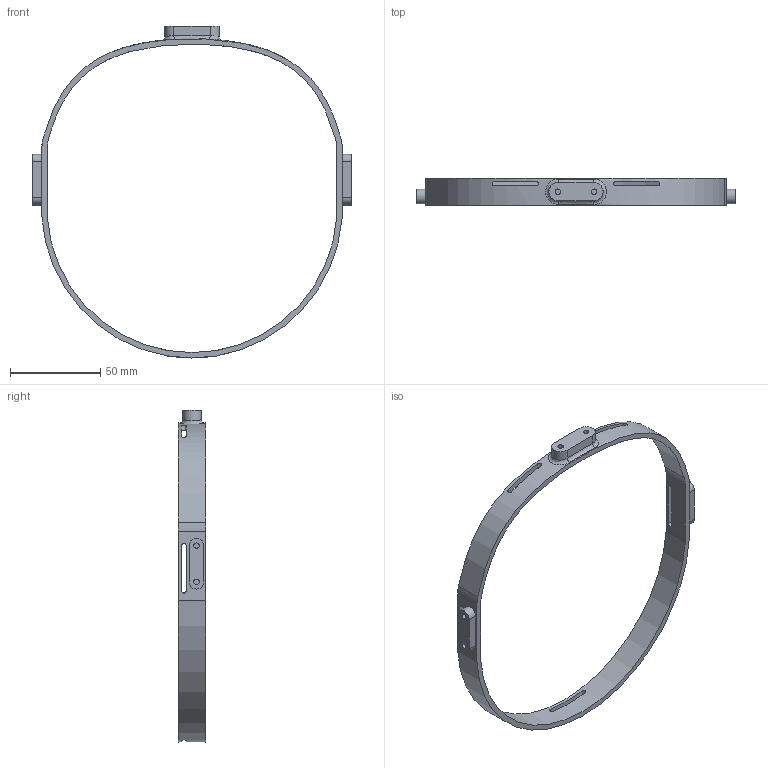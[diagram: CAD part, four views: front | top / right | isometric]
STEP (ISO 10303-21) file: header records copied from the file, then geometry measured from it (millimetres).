
FILE_DESCRIPTION(/* description */ (''),/* implementation_level */ '2;1');
FILE_NAME(/* name */ 'Aro de la cabeza v2.step',/* time_stamp */ '2024-01-25T22:36:19-06:00',/* author */ (''),/* organization */ (''),/* preprocessor_version */ 'ST-DEVELOPER v20',/* originating_system */ 'Autodesk Translation Framework v12.14.0.127',/* authorisation */ '');
FILE_SCHEMA (('AUTOMOTIVE_DESIGN { 1 0 10303 214 3 1 1 }'));
Length unit declared in the file: millimetre
Products named in the file (1): Aro de la cabeza
Bounding box: 176 x 15 x 183.56 mm (x, y, z)
Volume: 27488.3 mm3; surface area: 21292.1 mm2
Topology: 1 solids, 1 shells, 68 faces, 171 edges, 114 vertices
Faces by surface type: plane 29, cylinder 27, bspline 12
Full cylindrical faces by diameter (mm): 3 x6
Entity records: 3442 total; most frequent: CARTESIAN_POINT 1845, ORIENTED_EDGE 342, DIRECTION 277, EDGE_CURVE 171, VERTEX_POINT 114, AXIS2_PLACEMENT_3D 103, EDGE_LOOP 89, LINE 71
